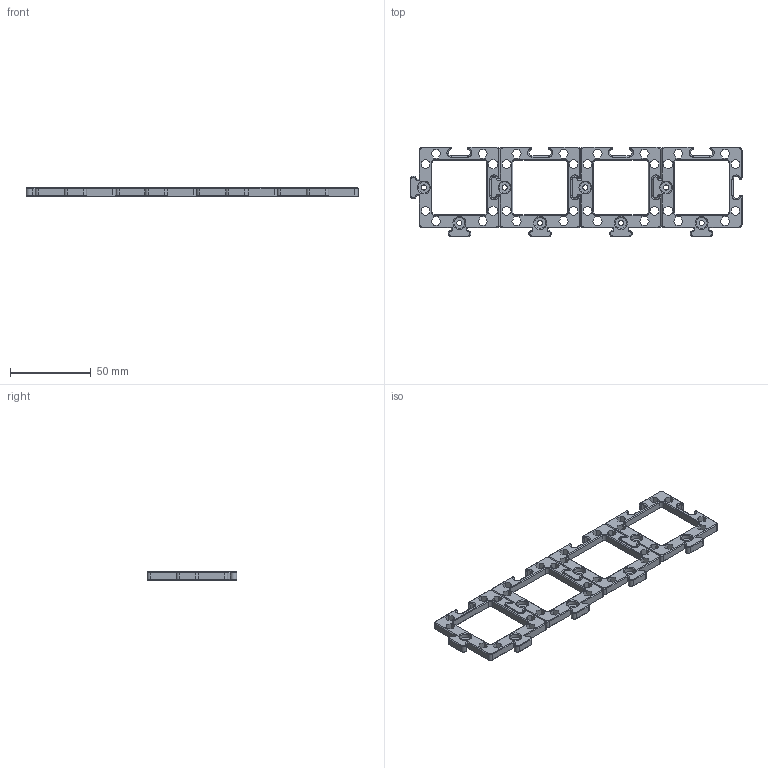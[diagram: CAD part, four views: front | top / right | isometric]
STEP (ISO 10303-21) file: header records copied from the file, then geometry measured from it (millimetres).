
FILE_DESCRIPTION(/* description */ (''),/* implementation_level */ '2;1');
FILE_NAME(/* name */ 'Assembly_base_4x1.iam.step',/* time_stamp */ '2022-11-29T08:57:44+01:00',/* author */ ('diederichbenedict'),/* organization */ (''),/* preprocessor_version */ 'ST-DEVELOPER v18.1',/* originating_system */ 'Autodesk Inventor 2022',/* authorisation */ '');
FILE_SCHEMA (('AUTOMOTIVE_DESIGN { 1 0 10303 214 3 1 1 }'));
Length unit declared in the file: millimetre
Products named in the file (2): Assembly_base_4x2; 10_Base_puzzle_v3
Assembly tree (4 placements, depth 2):
  Assembly_base_4x2
    10_Base_puzzle_v3  x4
Bounding box: 205.6 x 55.6 x 5 mm (x, y, z)
Volume: 21879.7 mm3; surface area: 19589.7 mm2
Topology: 4 solids, 4 shells, 780 faces, 1952 edges, 1188 vertices
Faces by surface type: plane 440, cylinder 160, cone 132, sphere 24, torus 24
Full cylindrical faces by diameter (mm): 3.2 x8, 7 x8
Entity records: 5851 total; most frequent: DIRECTION 1024, CARTESIAN_POINT 986, ORIENTED_EDGE 976, EDGE_CURVE 488, LINE 354, VECTOR 354, AXIS2_PLACEMENT_3D 335, VERTEX_POINT 297
